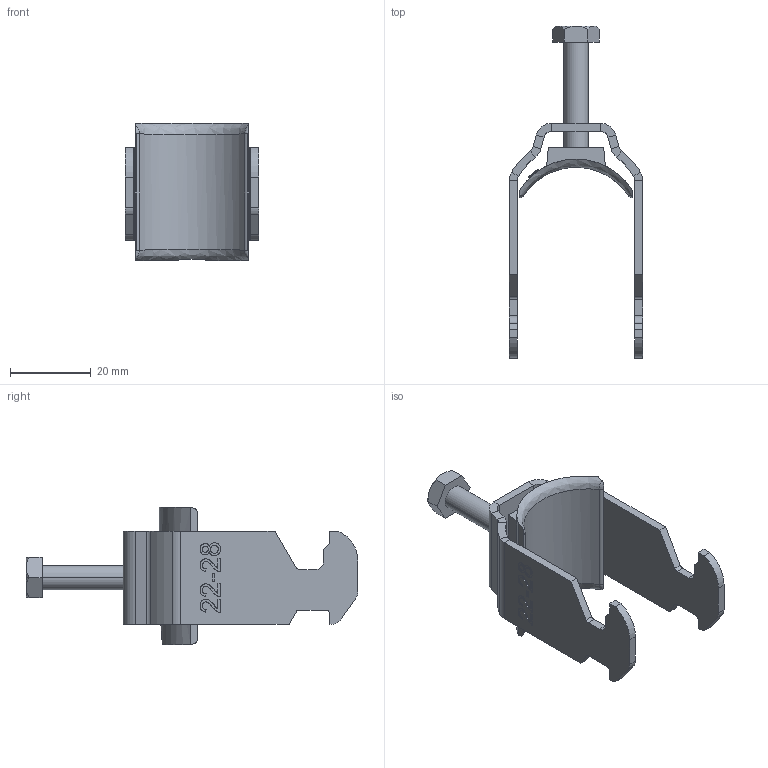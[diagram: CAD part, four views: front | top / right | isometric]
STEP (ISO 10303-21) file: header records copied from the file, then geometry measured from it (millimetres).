
FILE_DESCRIPTION((''),'2;1');
FILE_NAME('1160281_ASM','2015-06-17T',('AndreasKeweloh'),(''),'CREO PARAMETRIC BY PTC INC, 2015080','CREO PARAMETRIC BY PTC INC, 2015080','');
FILE_SCHEMA(('CONFIG_CONTROL_DESIGN'));
Length unit declared in the file: millimetre
Products named in the file (5): EB101-05-02; EB101-00-04; EB101-00-03_M6_X_26; EB101-05-01; 1160281_ASM
Assembly tree (4 placements, depth 2):
  1160281_ASM
    EB101-05-02
    EB101-00-04
    EB101-00-03_M6_X_26
    EB101-05-01
Bounding box: 33 x 82 x 34 mm (x, y, z)
Volume: 9340.8 mm3; surface area: 10390.4 mm2
Topology: 4 solids, 4 shells, 352 faces, 925 edges, 598 vertices
Faces by surface type: plane 137, bspline 117, cylinder 51, extrusion 43, cone 4
Entity records: 20754 total; most frequent: CARTESIAN_POINT 12891, ORIENTED_EDGE 1850, DIRECTION 1135, EDGE_CURVE 925, VERTEX_POINT 598, VECTOR 521, LINE 478, B_SPLINE_CURVE_WITH_KNOTS 384
